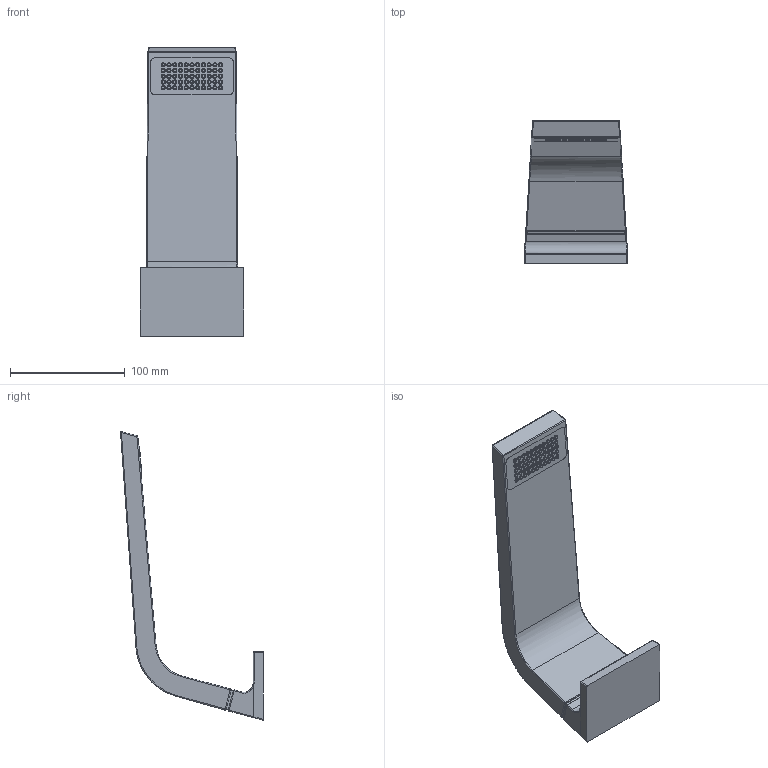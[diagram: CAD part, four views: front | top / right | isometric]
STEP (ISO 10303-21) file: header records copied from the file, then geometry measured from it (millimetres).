
FILE_DESCRIPTION (( 'STEP AP203' ), '1' );
FILE_NAME ('13612705-00.STEP', '2018-07-03T14:11:37', ( '' ), ( '' ), 'SwSTEP 2.0', 'SolidWorks 2017', '' );
FILE_SCHEMA (( 'CONFIG_CONTROL_DESIGN' ));
Length unit declared in the file: millimetre
Products named in the file (6): Planungsmodell_Platte-+-09.11.02.299.90-01_K3; Planungsmodell_Koerper-+-09.19.70.004.90-01; Planungsmodell_Platte-+-09.11.02.299.90-01_K1; Planungsmodell_Auslauf-+-09.11.70.007.90-01; 13612705-00; Planungsmodell_Platte-+-09.11.02.299.90-01_K2
Assembly tree (60 placements, depth 3):
  13612705-00
    Planungsmodell_Koerper-+-09.19.70.004.90-01
    Planungsmodell_Auslauf-+-09.11.70.007.90-01
    Planungsmodell_Platte-+-09.11.02.299.90-01_K1
      Planungsmodell_Platte-+-09.11.02.299.90-01_K2
      Planungsmodell_Platte-+-09.11.02.299.90-01_K3  x56
Bounding box: 90 x 124.52 x 251.57 mm (x, y, z)
Volume: 464110.6 mm3; surface area: 79561.1 mm2
Topology: 59 solids, 59 shells, 434 faces, 791 edges, 468 vertices
Faces by surface type: cylinder 152, plane 141, torus 114, sphere 21, bspline 6
Entity records: 5447 total; most frequent: CARTESIAN_POINT 858, DIRECTION 628, ORIENTED_EDGE 454, AXIS2_PLACEMENT_3D 261, EDGE_CURVE 227, DATE_AND_TIME 150, LOCAL_TIME 150, COORDINATED_UNIVERSAL_TIME_OFFSET 150
